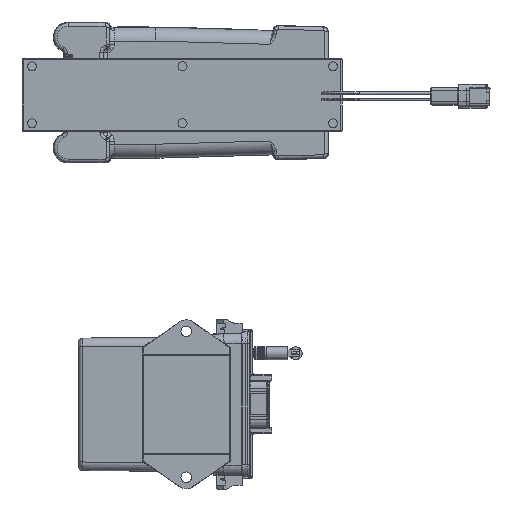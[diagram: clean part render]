
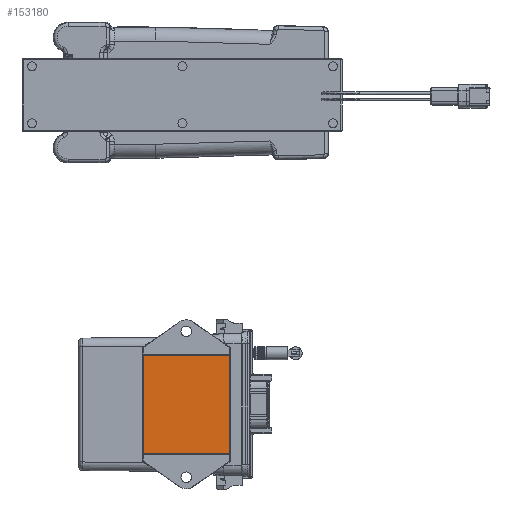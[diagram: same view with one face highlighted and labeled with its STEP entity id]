
A CAD part, left-side view. The second image highlights one B-rep face of the part: STEP entity #153180.
In plain terms, the highlighted planar face has unit normal (-1, 0, 0).
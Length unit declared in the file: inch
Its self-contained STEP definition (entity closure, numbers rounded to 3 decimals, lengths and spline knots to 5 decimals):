
#1498 = CARTESIAN_POINT ( 'NONE',  ( 2.00363, -1.24673, -9.81982 ) ) ;
#4312 = DIRECTION ( 'NONE',  ( 0., 0., 1. ) ) ;
#24104 = CARTESIAN_POINT ( 'NONE',  ( 2.00363, 1.11528, -7.14187 ) ) ;
#34657 = ORIENTED_EDGE ( 'NONE', *, *, #273919, .T. ) ;
#40617 = VERTEX_POINT ( 'NONE', #118107 ) ;
#52070 = CARTESIAN_POINT ( 'NONE',  ( 2.00363, -1.24673, -9.81982 ) ) ;
#54613 = LINE ( 'NONE', #141999, #134435 ) ;
#81011 = EDGE_CURVE ( 'Defeatured_6_512+Defeatured_6_326+Defeatured_6_513+Defeatured_6_325', #99331, #156472, #248083, .T. ) ;
#87390 = VECTOR ( 'NONE', #139419, 39.37008 ) ;
#88708 = DIRECTION ( 'NONE',  ( 1., 0., 0. ) ) ;
#99331 = VERTEX_POINT ( 'NONE', #200417 ) ;
#108086 = LINE ( 'NONE', #195451, #262118 ) ;
#112995 = LINE ( 'NONE', #200336, #191814 ) ;
#118107 = CARTESIAN_POINT ( 'NONE',  ( 2.00363, 1.11528, -9.81982 ) ) ;
#124939 = ORIENTED_EDGE ( 'NONE', *, *, #81011, .T. ) ;
#134435 = VECTOR ( 'NONE', #229215, 39.37008 ) ;
#139419 = DIRECTION ( 'NONE',  ( 0., 0., 1. ) ) ;
#141999 = CARTESIAN_POINT ( 'NONE',  ( 2.00363, -1.24673, -9.81982 ) ) ;
#143310 = VERTEX_POINT ( 'NONE', #24104 ) ;
#153180 = ADVANCED_FACE ( 'Defeatured_6_512', ( #173311 ), #260429, .F. ) ;
#154220 = EDGE_CURVE ( 'Defeatured_6_513+Defeatured_6_512+Defeatured_6_326+Defeatured_6_511', #99331, #40617, #54613, .T. ) ;
#156472 = VERTEX_POINT ( 'NONE', #270914 ) ;
#159610 = ORIENTED_EDGE ( 'NONE', *, *, #154220, .F. ) ;
#170740 = EDGE_LOOP ( 'NONE', ( #159610, #124939, #34657, #233790 ) ) ;
#173311 = FACE_OUTER_BOUND ( 'NONE', #170740, .T. ) ;
#176129 = DIRECTION ( 'NONE',  ( 0., 0., -1. ) ) ;
#190630 = EDGE_CURVE ( 'Defeatured_6_511+Defeatured_6_512+Defeatured_6_513+Defeatured_6_325', #40617, #143310, #112995, .T. ) ;
#191814 = VECTOR ( 'NONE', #4312, 39.37008 ) ;
#195451 = CARTESIAN_POINT ( 'NONE',  ( 2.00363, -1.24673, -7.14187 ) ) ;
#200336 = CARTESIAN_POINT ( 'NONE',  ( 2.00363, 1.11528, -9.81982 ) ) ;
#200417 = CARTESIAN_POINT ( 'NONE',  ( 2.00363, -1.24673, -9.81982 ) ) ;
#208559 = AXIS2_PLACEMENT_3D ( 'NONE', #1498, #88708, #176129 ) ;
#229215 = DIRECTION ( 'NONE',  ( 0., 1., 0. ) ) ;
#233790 = ORIENTED_EDGE ( 'NONE', *, *, #190630, .F. ) ;
#248083 = LINE ( 'NONE', #52070, #87390 ) ;
#260429 = PLANE ( 'NONE',  #208559 ) ;
#262118 = VECTOR ( 'NONE', #282563, 39.37008 ) ;
#270914 = CARTESIAN_POINT ( 'NONE',  ( 2.00363, -1.24673, -7.14187 ) ) ;
#273919 = EDGE_CURVE ( 'Defeatured_6_512+Defeatured_6_325+Defeatured_6_326+Defeatured_6_511', #156472, #143310, #108086, .T. ) ;
#282563 = DIRECTION ( 'NONE',  ( 0., 1., 0. ) ) ;
